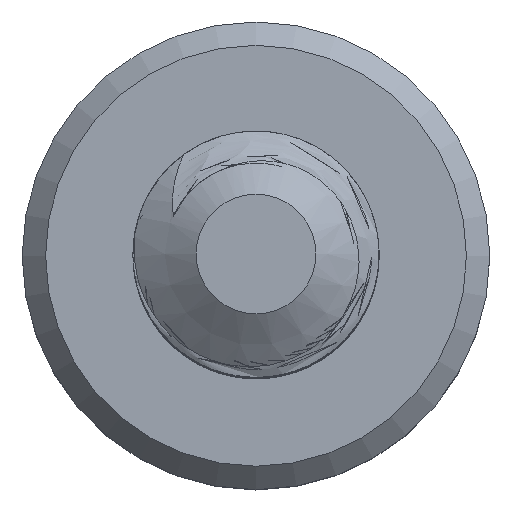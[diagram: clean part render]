
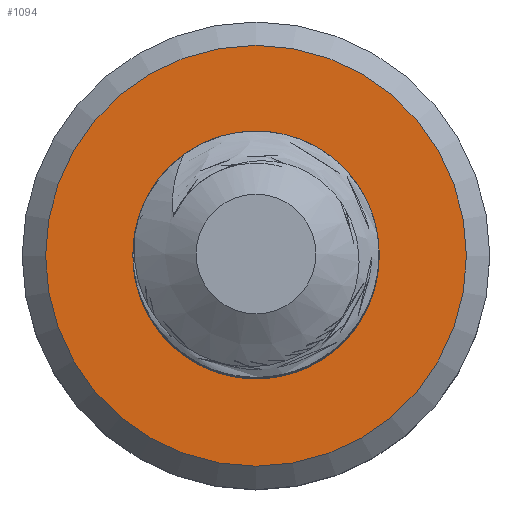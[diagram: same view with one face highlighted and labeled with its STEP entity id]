
A CAD part, top view. The second image highlights one B-rep face of the part: STEP entity #1094.
In plain terms, the highlighted planar face has unit normal (0, 0, 1).
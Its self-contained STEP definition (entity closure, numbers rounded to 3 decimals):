
#16=FACE_BOUND('',#159,.T.);
#19=PLANE('',#1195);
#94=FACE_OUTER_BOUND('',#158,.T.);
#158=EDGE_LOOP('',(#956,#957));
#159=EDGE_LOOP('',(#958,#959,#960,#961));
#172=CIRCLE('',#1128,1.);
#176=CIRCLE('',#1171,1.71);
#177=CIRCLE('',#1172,1.71);
#186=CIRCLE('',#1186,0.74);
#277=B_SPLINE_CURVE_WITH_KNOTS('',3,(#7676,#7677,#7678,#7679,#7680,#7681,
#7682,#7683,#7684,#7685,#7686,#7687,#7688,#7689,#7690,#7691,#7692,#7693,
#7694,#7695,#7696,#7697,#7698,#7699,#7700,#7701,#7702,#7703,#7704,#7705,
#7706,#7707,#7708,#7709,#7710,#7711,#7712),.UNSPECIFIED.,.F.,.F.,(4,3,3,
3,3,3,3,3,3,3,3,3,4),(0.,0.026,0.056,0.068,
0.076,0.085,0.104,0.111,
0.157,0.193,0.214,0.226,
0.27),.UNSPECIFIED.);
#278=B_SPLINE_CURVE_WITH_KNOTS('',3,(#8267,#8268,#8269,#8270,#8271,#8272,
#8273,#8274,#8275,#8276,#8277,#8278,#8279,#8280,#8281,#8282,#8283,#8284),
 .UNSPECIFIED.,.F.,.F.,(4,2,2,2,2,2,2,2,4),(0.,0.02,0.038,
0.072,0.11,0.153,0.2,
0.232,0.25),.UNSPECIFIED.);
#391=VERTEX_POINT('',#1432);
#392=VERTEX_POINT('',#1455);
#473=VERTEX_POINT('',#6818);
#474=VERTEX_POINT('',#6820);
#486=VERTEX_POINT('',#6958);
#487=VERTEX_POINT('',#6978);
#500=EDGE_CURVE('',#391,#392,#172,.T.);
#620=EDGE_CURVE('',#474,#473,#176,.T.);
#621=EDGE_CURVE('',#473,#474,#177,.T.);
#638=EDGE_CURVE('',#487,#486,#186,.T.);
#642=EDGE_CURVE('',#486,#392,#277,.T.);
#643=EDGE_CURVE('',#391,#487,#278,.T.);
#956=ORIENTED_EDGE('',*,*,#620,.T.);
#957=ORIENTED_EDGE('',*,*,#621,.T.);
#958=ORIENTED_EDGE('',*,*,#500,.F.);
#959=ORIENTED_EDGE('',*,*,#643,.T.);
#960=ORIENTED_EDGE('',*,*,#638,.T.);
#961=ORIENTED_EDGE('',*,*,#642,.T.);
#1094=ADVANCED_FACE('',(#94,#16),#19,.F.);
#1128=AXIS2_PLACEMENT_3D('',#1456,#1213,#1214);
#1171=AXIS2_PLACEMENT_3D('',#6821,#1338,#1339);
#1172=AXIS2_PLACEMENT_3D('',#6822,#1340,#1341);
#1186=AXIS2_PLACEMENT_3D('',#6979,#1371,#1372);
#1195=AXIS2_PLACEMENT_3D('',#8296,#1389,#1390);
#1213=DIRECTION('center_axis',(0.,0.,1.));
#1214=DIRECTION('ref_axis',(1.,0.,0.));
#1338=DIRECTION('center_axis',(0.,0.,1.));
#1339=DIRECTION('ref_axis',(-1.,0.,0.));
#1340=DIRECTION('center_axis',(0.,0.,1.));
#1341=DIRECTION('ref_axis',(-1.,0.,0.));
#1371=DIRECTION('center_axis',(0.,0.,-1.));
#1372=DIRECTION('ref_axis',(1.,0.,0.));
#1389=DIRECTION('center_axis',(0.,0.,-1.));
#1390=DIRECTION('ref_axis',(-1.,0.,0.));
#1432=CARTESIAN_POINT('',(0.,1.,-8.));
#1455=CARTESIAN_POINT('',(-0.701,0.714,-8.));
#1456=CARTESIAN_POINT('Origin',(0.,0.,-8.));
#6818=CARTESIAN_POINT('',(1.71,0.,-8.));
#6820=CARTESIAN_POINT('',(-1.71,0.,-8.));
#6821=CARTESIAN_POINT('Origin',(0.,0.,-8.));
#6822=CARTESIAN_POINT('Origin',(0.,0.,-8.));
#6958=CARTESIAN_POINT('',(0.,-0.74,-8.));
#6978=CARTESIAN_POINT('',(0.519,-0.528,-8.));
#6979=CARTESIAN_POINT('Origin',(0.,0.,-8.));
#7676=CARTESIAN_POINT('Ctrl Pts',(0.,-0.74,
-8.));
#7677=CARTESIAN_POINT('Ctrl Pts',(-0.085,-0.752,
-8.));
#7678=CARTESIAN_POINT('Ctrl Pts',(-0.171,-0.749,
-8.));
#7679=CARTESIAN_POINT('Ctrl Pts',(-0.255,-0.733,
-8.));
#7680=CARTESIAN_POINT('Ctrl Pts',(-0.352,-0.714,
-8.));
#7681=CARTESIAN_POINT('Ctrl Pts',(-0.446,-0.677,
-8.));
#7682=CARTESIAN_POINT('Ctrl Pts',(-0.53,-0.624,
-8.));
#7683=CARTESIAN_POINT('Ctrl Pts',(-0.565,-0.602,
-8.));
#7684=CARTESIAN_POINT('Ctrl Pts',(-0.598,-0.577,
-8.));
#7685=CARTESIAN_POINT('Ctrl Pts',(-0.629,-0.549,
-8.));
#7686=CARTESIAN_POINT('Ctrl Pts',(-0.649,-0.532,
-8.));
#7687=CARTESIAN_POINT('Ctrl Pts',(-0.668,-0.513,
-8.));
#7688=CARTESIAN_POINT('Ctrl Pts',(-0.685,-0.495,
-8.));
#7689=CARTESIAN_POINT('Ctrl Pts',(-0.706,-0.473,
-8.));
#7690=CARTESIAN_POINT('Ctrl Pts',(-0.724,-0.45,
-8.));
#7691=CARTESIAN_POINT('Ctrl Pts',(-0.741,-0.428,-8.));
#7692=CARTESIAN_POINT('Ctrl Pts',(-0.773,-0.384,
-8.));
#7693=CARTESIAN_POINT('Ctrl Pts',(-0.799,-0.341,
-8.));
#7694=CARTESIAN_POINT('Ctrl Pts',(-0.82,-0.302,
-8.));
#7695=CARTESIAN_POINT('Ctrl Pts',(-0.828,-0.285,
-8.));
#7696=CARTESIAN_POINT('Ctrl Pts',(-0.836,-0.27,
-8.));
#7697=CARTESIAN_POINT('Ctrl Pts',(-0.842,-0.254,
-8.));
#7698=CARTESIAN_POINT('Ctrl Pts',(-0.884,-0.161,
-8.));
#7699=CARTESIAN_POINT('Ctrl Pts',(-0.909,-0.061,
-8.));
#7700=CARTESIAN_POINT('Ctrl Pts',(-0.918,0.04,
-8.));
#7701=CARTESIAN_POINT('Ctrl Pts',(-0.924,0.12,-8.));
#7702=CARTESIAN_POINT('Ctrl Pts',(-0.92,0.2,
-8.));
#7703=CARTESIAN_POINT('Ctrl Pts',(-0.906,0.278,
-8.));
#7704=CARTESIAN_POINT('Ctrl Pts',(-0.897,0.324,
-8.));
#7705=CARTESIAN_POINT('Ctrl Pts',(-0.885,0.37,
-8.));
#7706=CARTESIAN_POINT('Ctrl Pts',(-0.87,0.414,
-8.));
#7707=CARTESIAN_POINT('Ctrl Pts',(-0.861,0.438,
-8.));
#7708=CARTESIAN_POINT('Ctrl Pts',(-0.851,0.462,
-8.));
#7709=CARTESIAN_POINT('Ctrl Pts',(-0.841,0.486,
-8.));
#7710=CARTESIAN_POINT('Ctrl Pts',(-0.802,0.572,
-8.));
#7711=CARTESIAN_POINT('Ctrl Pts',(-0.753,0.649,
-8.));
#7712=CARTESIAN_POINT('Ctrl Pts',(-0.701,0.714,-8.));
#8267=CARTESIAN_POINT('Ctrl Pts',(0.,1.,
-8.));
#8268=CARTESIAN_POINT('Ctrl Pts',(0.065,0.993,
-8.));
#8269=CARTESIAN_POINT('Ctrl Pts',(0.13,0.98,-8.));
#8270=CARTESIAN_POINT('Ctrl Pts',(0.25,0.942,-8.));
#8271=CARTESIAN_POINT('Ctrl Pts',(0.305,0.918,-8.));
#8272=CARTESIAN_POINT('Ctrl Pts',(0.459,0.834,-8.));
#8273=CARTESIAN_POINT('Ctrl Pts',(0.548,0.761,-8.));
#8274=CARTESIAN_POINT('Ctrl Pts',(0.702,0.579,-8.));
#8275=CARTESIAN_POINT('Ctrl Pts',(0.753,0.481,-8.));
#8276=CARTESIAN_POINT('Ctrl Pts',(0.817,0.31,-8.));
#8277=CARTESIAN_POINT('Ctrl Pts',(0.835,0.212,-8.));
#8278=CARTESIAN_POINT('Ctrl Pts',(0.835,0.009,
-8.));
#8279=CARTESIAN_POINT('Ctrl Pts',(0.815,-0.094,
-8.));
#8280=CARTESIAN_POINT('Ctrl Pts',(0.749,-0.258,
-8.));
#8281=CARTESIAN_POINT('Ctrl Pts',(0.713,-0.322,
-8.));
#8282=CARTESIAN_POINT('Ctrl Pts',(0.645,-0.412,
-8.));
#8283=CARTESIAN_POINT('Ctrl Pts',(0.597,-0.472,
-8.));
#8284=CARTESIAN_POINT('Ctrl Pts',(0.519,-0.528,
-8.));
#8296=CARTESIAN_POINT('Origin',(0.,0.,-8.));
